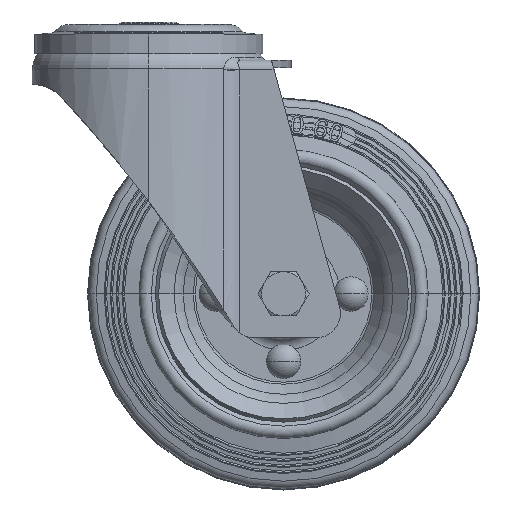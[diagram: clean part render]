
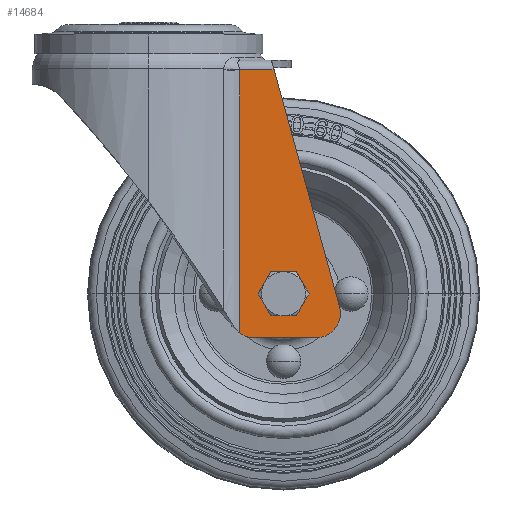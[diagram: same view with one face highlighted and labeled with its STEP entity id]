
A CAD part, top view. The second image highlights one B-rep face of the part: STEP entity #14684.
In plain terms, the highlighted planar face has unit normal (0, 0, 1).
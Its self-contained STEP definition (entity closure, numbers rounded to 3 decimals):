
#1543 = ORIENTED_EDGE ( 'NONE', *, *, #26615, .F. ) ;
#1587 = ORIENTED_EDGE ( 'NONE', *, *, #1599, .F. ) ;
#1599 = EDGE_CURVE ( 'NONE', #16249, #8686, #7532, .T. ) ;
#1872 = ORIENTED_EDGE ( 'NONE', *, *, #5131, .F. ) ;
#1882 = CIRCLE ( 'NONE', #13184, 6.1 ) ;
#1947 = EDGE_LOOP ( 'NONE', ( #1543, #28657 ) ) ;
#2211 = VERTEX_POINT ( 'NONE', #6403 ) ;
#2372 = LINE ( 'NONE', #27712, #3884 ) ;
#3163 = AXIS2_PLACEMENT_3D ( 'NONE', #19136, #16133, #11179 ) ;
#3311 = DIRECTION ( 'NONE',  ( 1., 0., 0. ) ) ;
#3753 = DIRECTION ( 'NONE',  ( 0.266, -0.964, 0. ) ) ;
#3884 = VECTOR ( 'NONE', #3311, 1000. ) ;
#4329 = DIRECTION ( 'NONE',  ( 0., 0., -1. ) ) ;
#4912 = B_SPLINE_CURVE_WITH_KNOTS ( 'NONE', 3,
 ( #8616, #9239, #18990, #16142, #28190, #13584, #6520, #28832, #11350, #6834, #13891, #16611, #26395, #11807, #21106, #14217, #15990, #30787 ),
 .UNSPECIFIED., .F., .F.,
 ( 4, 2, 2, 2, 2, 2, 2, 2, 4 ),
 ( 0., 0.5, 0.625, 0.75, 0.812, 0.844, 0.875, 0.937, 1. ),
 .UNSPECIFIED. ) ;
#5131 = EDGE_CURVE ( 'NONE', #2211, #6121, #30439, .T. ) ;
#5179 = AXIS2_PLACEMENT_3D ( 'NONE', #8325, #10574, #25461 ) ;
#5270 = CARTESIAN_POINT ( 'NONE',  ( 37.016, -19.6, 34. ) ) ;
#5607 = EDGE_CURVE ( 'NONE', #21429, #2211, #2372, .T. ) ;
#5834 = VERTEX_POINT ( 'NONE', #23982 ) ;
#6020 = ORIENTED_EDGE ( 'NONE', *, *, #7913, .F. ) ;
#6121 = VERTEX_POINT ( 'NONE', #18288 ) ;
#6403 = CARTESIAN_POINT ( 'NONE',  ( 51.105, -19.6, 34. ) ) ;
#6520 = CARTESIAN_POINT ( 'NONE',  ( 37.024, -28.665, 34. ) ) ;
#6834 = CARTESIAN_POINT ( 'NONE',  ( 37.026, -23.041, 33.999 ) ) ;
#7532 = CIRCLE ( 'NONE', #12145, 10. ) ;
#7913 = EDGE_CURVE ( 'NONE', #6121, #5834, #10845, .T. ) ;
#8325 = CARTESIAN_POINT ( 'NONE',  ( 68.197, -119., 34. ) ) ;
#8362 = LINE ( 'NONE', #24710, #17814 ) ;
#8616 = CARTESIAN_POINT ( 'NONE',  ( 37.017, -126.861, 34. ) ) ;
#8643 = AXIS2_PLACEMENT_3D ( 'NONE', #26067, #11967, #8928 ) ;
#8686 = VERTEX_POINT ( 'NONE', #13769 ) ;
#8928 = DIRECTION ( 'NONE',  ( 1., 0., 0. ) ) ;
#9202 = CARTESIAN_POINT ( 'NONE',  ( 43.197, -129., 34. ) ) ;
#9239 = CARTESIAN_POINT ( 'NONE',  ( 37.017, -91.209, 34. ) ) ;
#10574 = DIRECTION ( 'NONE',  ( 0., 0., -1. ) ) ;
#10845 = CIRCLE ( 'NONE', #5179, 10. ) ;
#11179 = DIRECTION ( 'NONE',  ( 1., 0., 0. ) ) ;
#11350 = CARTESIAN_POINT ( 'NONE',  ( 37.03, -24.309, 34. ) ) ;
#11807 = CARTESIAN_POINT ( 'NONE',  ( 37.042, -20.774, 34.003 ) ) ;
#11867 = CARTESIAN_POINT ( 'NONE',  ( 43.197, -119., 34. ) ) ;
#11967 = DIRECTION ( 'NONE',  ( 0., 0., 1. ) ) ;
#12145 = AXIS2_PLACEMENT_3D ( 'NONE', #11867, #4329, #16659 ) ;
#13005 = DIRECTION ( 'NONE',  ( 1., 0., 0. ) ) ;
#13184 = AXIS2_PLACEMENT_3D ( 'NONE', #25680, #13490, #25191 ) ;
#13490 = DIRECTION ( 'NONE',  ( 0., 0., 1. ) ) ;
#13584 = CARTESIAN_POINT ( 'NONE',  ( 37.025, -31.468, 34. ) ) ;
#13769 = CARTESIAN_POINT ( 'NONE',  ( 37.017, -126.861, 34. ) ) ;
#13891 = CARTESIAN_POINT ( 'NONE',  ( 37.025, -22.653, 33.999 ) ) ;
#14217 = CARTESIAN_POINT ( 'NONE',  ( 37.026, -19.764, 34.002 ) ) ;
#14244 = VERTEX_POINT ( 'NONE', #21006 ) ;
#14551 = CARTESIAN_POINT ( 'NONE',  ( 61.1, -111., 34. ) ) ;
#14684 = ADVANCED_FACE ( 'NONE', ( #15798, #30292 ), #20770, .T. ) ;
#15798 = FACE_BOUND ( 'NONE', #1947, .T. ) ;
#15990 = CARTESIAN_POINT ( 'NONE',  ( 37.016, -19.613, 34. ) ) ;
#16133 = DIRECTION ( 'NONE',  ( 0., 0., 1. ) ) ;
#16142 = CARTESIAN_POINT ( 'NONE',  ( 37.022, -42.098, 34. ) ) ;
#16249 = VERTEX_POINT ( 'NONE', #9202 ) ;
#16611 = CARTESIAN_POINT ( 'NONE',  ( 37.027, -21.946, 33.999 ) ) ;
#16659 = DIRECTION ( 'NONE',  ( 0., -1., 0. ) ) ;
#17369 = VERTEX_POINT ( 'NONE', #14551 ) ;
#17814 = VECTOR ( 'NONE', #13005, 1000. ) ;
#18013 = CARTESIAN_POINT ( 'NONE',  ( 51.105, -19.6, 34. ) ) ;
#18288 = CARTESIAN_POINT ( 'NONE',  ( 77.836, -116.337, 34. ) ) ;
#18990 = CARTESIAN_POINT ( 'NONE',  ( 37.018, -64.444, 34. ) ) ;
#19070 = EDGE_LOOP ( 'NONE', ( #29769, #6020, #1872, #21185, #23038, #1587 ) ) ;
#19136 = CARTESIAN_POINT ( 'NONE',  ( 0., -165.6, 34. ) ) ;
#20770 = PLANE ( 'NONE',  #3163 ) ;
#21006 = CARTESIAN_POINT ( 'NONE',  ( 48.9, -111., 34. ) ) ;
#21106 = CARTESIAN_POINT ( 'NONE',  ( 37.041, -20.344, 34.003 ) ) ;
#21185 = ORIENTED_EDGE ( 'NONE', *, *, #5607, .F. ) ;
#21429 = VERTEX_POINT ( 'NONE', #5270 ) ;
#21778 = EDGE_CURVE ( 'NONE', #17369, #14244, #22438, .T. ) ;
#22438 = CIRCLE ( 'NONE', #8643, 6.1 ) ;
#23038 = ORIENTED_EDGE ( 'NONE', *, *, #30362, .F. ) ;
#23982 = CARTESIAN_POINT ( 'NONE',  ( 68.197, -129., 34. ) ) ;
#24710 = CARTESIAN_POINT ( 'NONE',  ( 43.197, -129., 34. ) ) ;
#25191 = DIRECTION ( 'NONE',  ( -1., 0., 0. ) ) ;
#25461 = DIRECTION ( 'NONE',  ( 0.964, 0.266, 0. ) ) ;
#25680 = CARTESIAN_POINT ( 'NONE',  ( 55., -111., 34. ) ) ;
#26067 = CARTESIAN_POINT ( 'NONE',  ( 55., -111., 34. ) ) ;
#26395 = CARTESIAN_POINT ( 'NONE',  ( 37.031, -21.627, 34. ) ) ;
#26615 = EDGE_CURVE ( 'NONE', #14244, #17369, #1882, .T. ) ;
#27712 = CARTESIAN_POINT ( 'NONE',  ( 37.016, -19.6, 34. ) ) ;
#28190 = CARTESIAN_POINT ( 'NONE',  ( 37.023, -38.185, 34. ) ) ;
#28657 = ORIENTED_EDGE ( 'NONE', *, *, #21778, .F. ) ;
#28832 = CARTESIAN_POINT ( 'NONE',  ( 37.029, -25.294, 34. ) ) ;
#29160 = EDGE_CURVE ( 'NONE', #16249, #5834, #8362, .T. ) ;
#29769 = ORIENTED_EDGE ( 'NONE', *, *, #29160, .T. ) ;
#30292 = FACE_OUTER_BOUND ( 'NONE', #19070, .T. ) ;
#30362 = EDGE_CURVE ( 'NONE', #8686, #21429, #4912, .T. ) ;
#30439 = LINE ( 'NONE', #18013, #30579 ) ;
#30579 = VECTOR ( 'NONE', #3753, 1000. ) ;
#30787 = CARTESIAN_POINT ( 'NONE',  ( 37.016, -19.6, 34. ) ) ;
